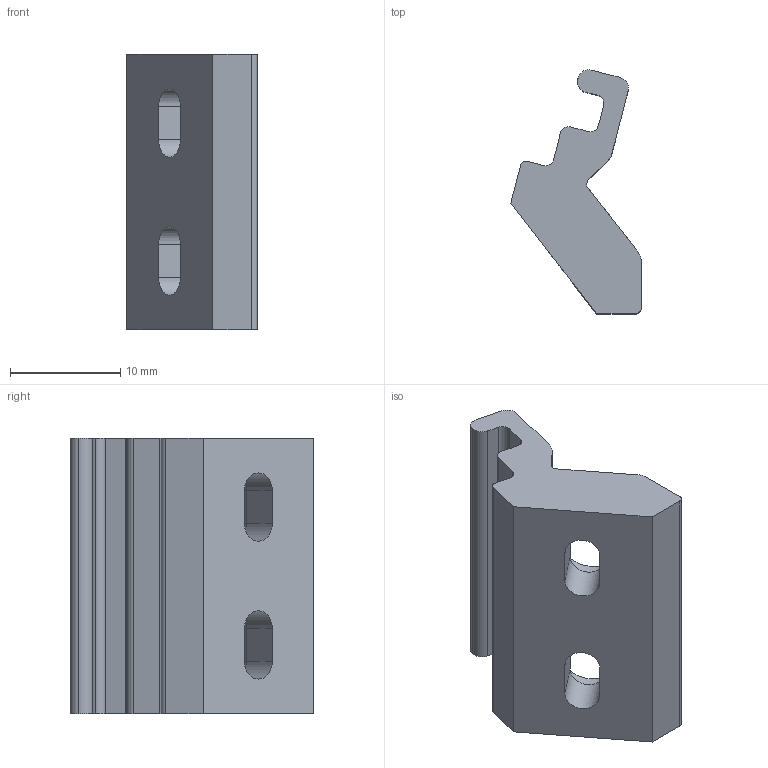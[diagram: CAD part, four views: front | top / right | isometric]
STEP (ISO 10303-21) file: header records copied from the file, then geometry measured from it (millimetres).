
FILE_DESCRIPTION(/* description */ (''),/* implementation_level */ '2;1');
FILE_NAME(/* name */ 'Bottom Clip with Cable.step',/* time_stamp */ '2021-10-30T22:14:49+02:00',/* author */ (''),/* organization */ (''),/* preprocessor_version */ 'ST-DEVELOPER v18.1',/* originating_system */ 'Autodesk Translation Framework v10.10.0.1391',/* authorisation */ '');
FILE_SCHEMA (('AUTOMOTIVE_DESIGN { 1 0 10303 214 3 1 1 }'));
Length unit declared in the file: millimetre
Products named in the file (1): VCore Lid
Bounding box: 11.81 x 22.12 x 25 mm (x, y, z)
Volume: 2795.8 mm3; surface area: 2041.6 mm2
Topology: 1 solids, 1 shells, 49 faces, 135 edges, 90 vertices
Faces by surface type: plane 29, cylinder 20
Entity records: 1606 total; most frequent: DIRECTION 275, CARTESIAN_POINT 275, ORIENTED_EDGE 270, EDGE_CURVE 135, LINE 95, VECTOR 95, VERTEX_POINT 90, AXIS2_PLACEMENT_3D 90
